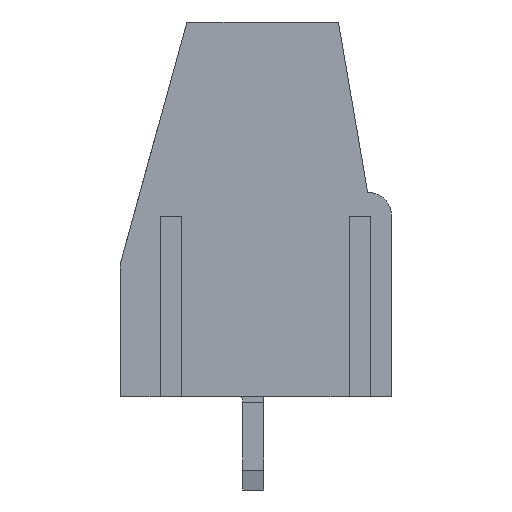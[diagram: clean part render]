
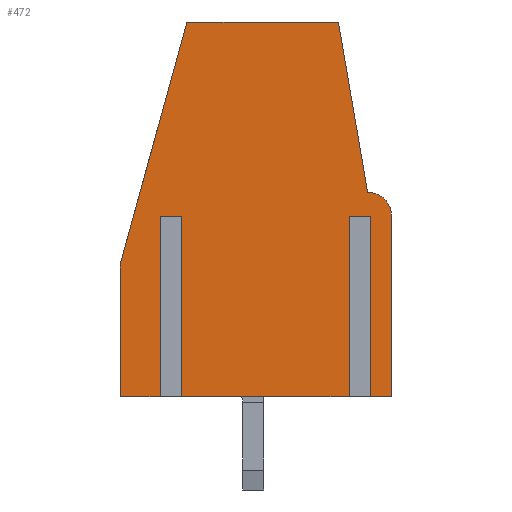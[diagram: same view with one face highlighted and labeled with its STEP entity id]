
A CAD part, left-side view. The second image highlights one B-rep face of the part: STEP entity #472.
In plain terms, the highlighted planar face has unit normal (-1, 0, 0).
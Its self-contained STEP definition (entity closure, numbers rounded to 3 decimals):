
#472=ADVANCED_FACE('',(#2066),#2068,.T.);
#2066=FACE_BOUND('',#2067,.T.);
#2067=EDGE_LOOP('',(#3399,#3400,#3401,#3402,#3403,#3404,#3405,#3406,#3407,#3408,
#3409,#3410,#3411,#3412,#3413));
#2068=PLANE('',#2069);
#2069=AXIS2_PLACEMENT_3D('',#2070,#2071,#2072);
#2070=CARTESIAN_POINT('',(-2.5,0.,0.));
#2071=DIRECTION('',(-1.,0.,0.));
#2072=DIRECTION('',(0.,0.,-1.));
#3399=ORIENTED_EDGE('',*,*,#4265,.F.);
#3400=ORIENTED_EDGE('',*,*,#4266,.F.);
#3401=ORIENTED_EDGE('',*,*,#4267,.F.);
#3402=ORIENTED_EDGE('',*,*,#4178,.T.);
#3403=ORIENTED_EDGE('',*,*,#4268,.F.);
#3404=ORIENTED_EDGE('',*,*,#4269,.F.);
#3405=ORIENTED_EDGE('',*,*,#4270,.F.);
#3406=ORIENTED_EDGE('',*,*,#4174,.T.);
#3407=ORIENTED_EDGE('',*,*,#4256,.T.);
#3408=ORIENTED_EDGE('',*,*,#4254,.T.);
#3409=ORIENTED_EDGE('',*,*,#4252,.T.);
#3410=ORIENTED_EDGE('',*,*,#4248,.T.);
#3411=ORIENTED_EDGE('',*,*,#4246,.T.);
#3412=ORIENTED_EDGE('',*,*,#4236,.T.);
#3413=ORIENTED_EDGE('',*,*,#4182,.T.);
#4174=EDGE_CURVE('',#4654,#4652,#4655,.T.);
#4178=EDGE_CURVE('',#4662,#4660,#4663,.T.);
#4182=EDGE_CURVE('',#4670,#4668,#4671,.T.);
#4236=EDGE_CURVE('',#4771,#4670,#4772,.T.);
#4246=EDGE_CURVE('',#4788,#4771,#4789,.T.);
#4248=EDGE_CURVE('',#4791,#4788,#4792,.T.);
#4252=EDGE_CURVE('',#4798,#4791,#4799,.T.);
#4254=EDGE_CURVE('',#4801,#4798,#4802,.T.);
#4256=EDGE_CURVE('',#4652,#4801,#4804,.T.);
#4265=EDGE_CURVE('',#4821,#4668,#4822,.T.);
#4266=EDGE_CURVE('',#4823,#4821,#4824,.F.);
#4267=EDGE_CURVE('',#4662,#4823,#4825,.T.);
#4268=EDGE_CURVE('',#4826,#4660,#4827,.T.);
#4269=EDGE_CURVE('',#4828,#4826,#4829,.F.);
#4270=EDGE_CURVE('',#4654,#4828,#4830,.T.);
#4652=VERTEX_POINT('',#5441);
#4654=VERTEX_POINT('',#5445);
#4655=LINE('',#5446,#5447);
#4660=VERTEX_POINT('',#5457);
#4662=VERTEX_POINT('',#5461);
#4663=LINE('',#5462,#5463);
#4668=VERTEX_POINT('',#5473);
#4670=VERTEX_POINT('',#5477);
#4671=LINE('',#5478,#5479);
#4771=VERTEX_POINT('',#5686);
#4772=LINE('',#5687,#5688);
#4788=VERTEX_POINT('',#5723);
#4789=LINE('',#5724,#5725);
#4791=VERTEX_POINT('',#5730);
#4792=LINE('',#5731,#5732);
#4798=VERTEX_POINT('',#5747);
#4799=LINE('',#5748,#5749);
#4801=VERTEX_POINT('',#5754);
#4802=CIRCLE('',#5755,0.9);
#4804=LINE('',#5762,#5763);
#4821=VERTEX_POINT('',#5797);
#4822=LINE('',#5798,#5799);
#4823=VERTEX_POINT('',#5801);
#4824=LINE('',#5802,#5803);
#4825=LINE('',#5805,#5806);
#4826=VERTEX_POINT('',#5808);
#4827=LINE('',#5809,#5810);
#4828=VERTEX_POINT('',#5812);
#4829=LINE('',#5813,#5814);
#4830=LINE('',#5816,#5817);
#5441=CARTESIAN_POINT('',(-2.5,-5.2,0.));
#5445=CARTESIAN_POINT('',(-2.5,-4.325,0.));
#5446=CARTESIAN_POINT('',(-2.5,-4.325,0.));
#5447=VECTOR('',#5448,1.);
#5448=DIRECTION('',(0.,-1.,0.));
#5457=CARTESIAN_POINT('',(-2.5,-3.675,0.));
#5461=CARTESIAN_POINT('',(-2.5,2.775,0.));
#5462=CARTESIAN_POINT('',(-2.5,2.775,0.));
#5463=VECTOR('',#5464,1.);
#5464=DIRECTION('',(0.,-1.,0.));
#5473=CARTESIAN_POINT('',(-2.5,3.425,0.));
#5477=CARTESIAN_POINT('',(-2.5,5.,0.));
#5478=CARTESIAN_POINT('',(-2.5,5.,0.));
#5479=VECTOR('',#5480,1.);
#5480=DIRECTION('',(0.,-1.,0.));
#5686=CARTESIAN_POINT('',(-2.5,5.,5.));
#5687=CARTESIAN_POINT('',(-2.5,5.,5.));
#5688=VECTOR('',#5689,1.);
#5689=DIRECTION('',(0.,0.,-1.));
#5723=CARTESIAN_POINT('',(-2.5,2.5,14.1));
#5724=CARTESIAN_POINT('',(-2.5,2.5,14.1));
#5725=VECTOR('',#5726,1.);
#5726=DIRECTION('',(0.,0.265,-0.964));
#5730=CARTESIAN_POINT('',(-2.5,-3.2,14.1));
#5731=CARTESIAN_POINT('',(-2.5,-3.2,14.1));
#5732=VECTOR('',#5733,1.);
#5733=DIRECTION('',(0.,1.,0.));
#5747=CARTESIAN_POINT('',(-2.5,-4.3,7.7));
#5748=CARTESIAN_POINT('',(-2.5,-4.3,7.7));
#5749=VECTOR('',#5750,1.);
#5750=DIRECTION('',(0.,0.169,0.986));
#5754=CARTESIAN_POINT('',(-2.5,-5.2,6.8));
#5755=AXIS2_PLACEMENT_3D('',#5756,#5757,#5758);
#5756=CARTESIAN_POINT('',(-2.5,-4.3,6.8));
#5757=DIRECTION('',(-1.,-0.,-0.));
#5758=DIRECTION('',(0.,-1.,0.));
#5762=CARTESIAN_POINT('',(-2.5,-5.2,0.));
#5763=VECTOR('',#5764,1.);
#5764=DIRECTION('',(0.,0.,1.));
#5797=CARTESIAN_POINT('',(-2.5,3.425,6.8));
#5798=CARTESIAN_POINT('',(-2.5,3.425,6.8));
#5799=VECTOR('',#5800,1.);
#5800=DIRECTION('',(0.,0.,-1.));
#5801=CARTESIAN_POINT('',(-2.5,2.775,6.8));
#5802=CARTESIAN_POINT('',(-2.5,3.425,6.8));
#5803=VECTOR('',#5804,1.);
#5804=DIRECTION('',(0.,-1.,0.));
#5805=CARTESIAN_POINT('',(-2.5,2.775,0.));
#5806=VECTOR('',#5807,1.);
#5807=DIRECTION('',(0.,0.,1.));
#5808=CARTESIAN_POINT('',(-2.5,-3.675,6.8));
#5809=CARTESIAN_POINT('',(-2.5,-3.675,6.8));
#5810=VECTOR('',#5811,1.);
#5811=DIRECTION('',(0.,0.,-1.));
#5812=CARTESIAN_POINT('',(-2.5,-4.325,6.8));
#5813=CARTESIAN_POINT('',(-2.5,-3.675,6.8));
#5814=VECTOR('',#5815,1.);
#5815=DIRECTION('',(0.,-1.,0.));
#5816=CARTESIAN_POINT('',(-2.5,-4.325,0.));
#5817=VECTOR('',#5818,1.);
#5818=DIRECTION('',(0.,0.,1.));
